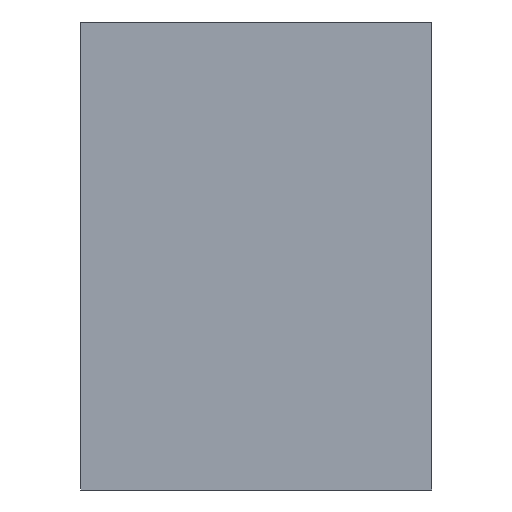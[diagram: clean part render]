
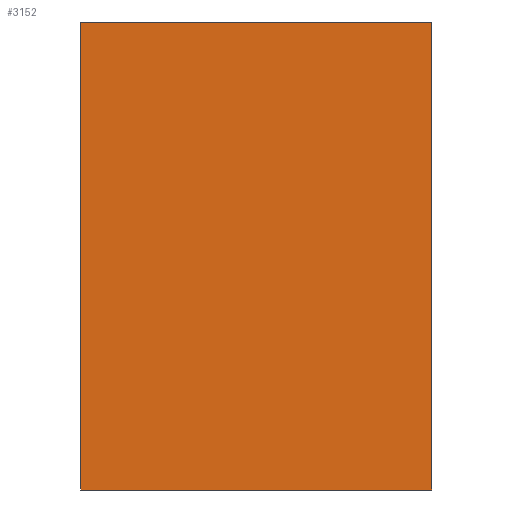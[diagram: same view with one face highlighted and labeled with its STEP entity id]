
A CAD part, front view. The second image highlights one B-rep face of the part: STEP entity #3152.
In plain terms, the highlighted planar face has unit normal (0, -1, 0).
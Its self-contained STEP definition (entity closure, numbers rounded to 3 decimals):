
#257=LINE('',#5560,#601);
#265=LINE('',#5574,#609);
#267=LINE('',#5578,#611);
#269=LINE('',#5582,#613);
#601=VECTOR('',#4612,1000.);
#609=VECTOR('',#4624,1000.);
#611=VECTOR('',#4628,1000.);
#613=VECTOR('',#4632,1000.);
#1256=ORIENTED_EDGE('',*,*,#1951,.F.);
#1257=ORIENTED_EDGE('',*,*,#1955,.F.);
#1258=ORIENTED_EDGE('',*,*,#1953,.F.);
#1259=ORIENTED_EDGE('',*,*,#1943,.F.);
#1943=EDGE_CURVE('',#2337,#2338,#257,.T.);
#1951=EDGE_CURVE('',#2342,#2337,#265,.T.);
#1953=EDGE_CURVE('',#2338,#2343,#267,.T.);
#1955=EDGE_CURVE('',#2343,#2342,#269,.T.);
#2337=VERTEX_POINT('',#5559);
#2338=VERTEX_POINT('',#5561);
#2342=VERTEX_POINT('',#5575);
#2343=VERTEX_POINT('',#5579);
#2705=EDGE_LOOP('',(#1256,#1257,#1258,#1259));
#2879=FACE_BOUND('',#2705,.T.);
#3016=PLANE('',#4019);
#3152=ADVANCED_FACE('',(#2879),#3016,.F.);
#4019=AXIS2_PLACEMENT_3D('',#5583,#4633,#4634);
#4612=DIRECTION('',(1.,0.,0.));
#4624=DIRECTION('',(0.,0.,1.));
#4628=DIRECTION('',(0.,0.,-1.));
#4632=DIRECTION('',(-1.,0.,0.));
#4633=DIRECTION('',(0.,1.,0.));
#4634=DIRECTION('',(0.,0.,1.));
#5559=CARTESIAN_POINT('',(-0.6,0.,0.8));
#5560=CARTESIAN_POINT('',(-0.6,0.,0.8));
#5561=CARTESIAN_POINT('',(0.6,0.,0.8));
#5574=CARTESIAN_POINT('',(-0.6,0.,-0.8));
#5575=CARTESIAN_POINT('',(-0.6,0.,-0.8));
#5578=CARTESIAN_POINT('',(0.6,0.,0.8));
#5579=CARTESIAN_POINT('',(0.6,0.,-0.8));
#5582=CARTESIAN_POINT('',(0.6,0.,-0.8));
#5583=CARTESIAN_POINT('',(0.,0.,0.));
